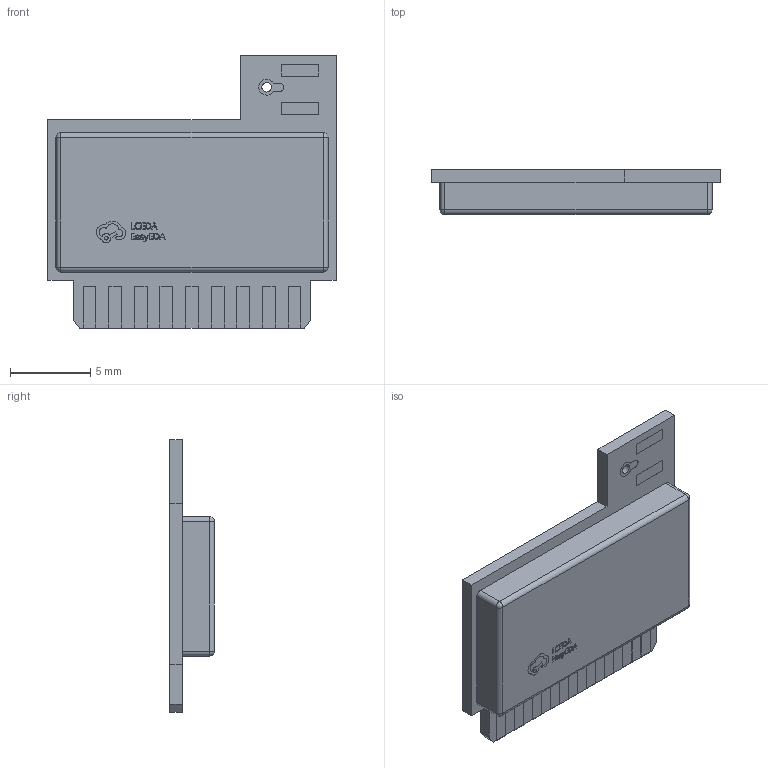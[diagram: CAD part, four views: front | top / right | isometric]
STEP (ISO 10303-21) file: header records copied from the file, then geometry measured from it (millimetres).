
FILE_DESCRIPTION (( 'STEP AP214' ), '1' );
FILE_NAME ('WIRELM-TH_ESP-01E-2M.step', '2022-07-15T14:00:54', ( '' ), ( '' ), 'SwSTEP 2.0', 'SolidWorks 2020', '' );
FILE_SCHEMA (( 'AUTOMOTIVE_DESIGN' ));
Length unit declared in the file: millimetre
Products named in the file (1): WIRELM-TH_ESP-01E-2M
Bounding box: 18 x 2.81 x 17 mm (x, y, z)
Volume: 493.4 mm3; surface area: 698.9 mm2
Topology: 26 solids, 26 shells, 437 faces, 1120 edges, 740 vertices
Faces by surface type: plane 304, bspline 112, cylinder 17, sphere 4
Entity records: 19358 total; most frequent: CARTESIAN_POINT 4398, ORIENTED_EDGE 2232, DIRECTION 1574, EDGE_CURVE 1116, LINE 854, VECTOR 854, VERTEX_POINT 740, UNCERTAINTY_MEASURE_WITH_UNIT 465
